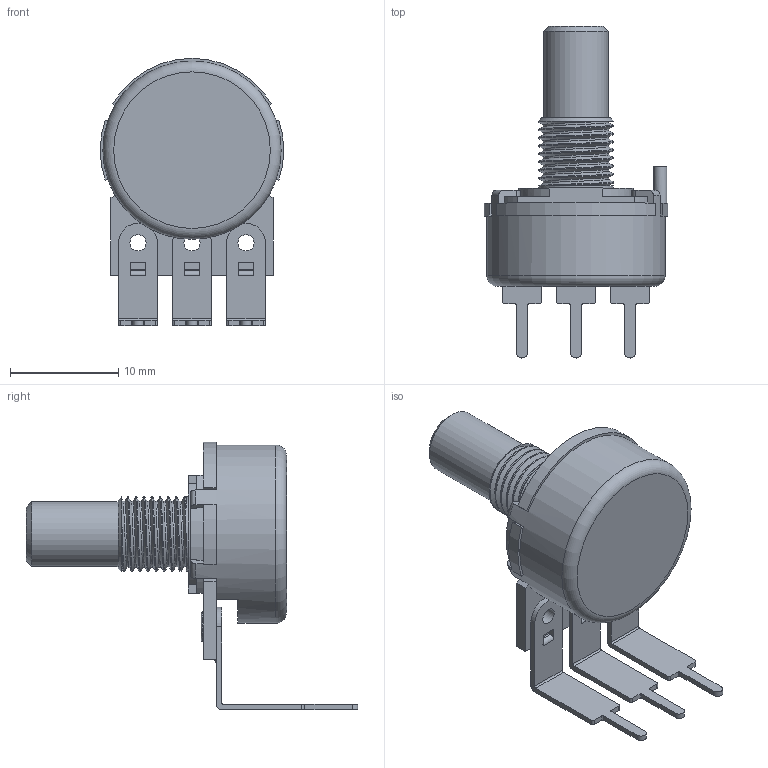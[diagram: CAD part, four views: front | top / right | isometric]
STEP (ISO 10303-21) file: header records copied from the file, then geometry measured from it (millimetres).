
FILE_DESCRIPTION(/* description */ ('Unknown'),/* implementation_level */ '2;1');
FILE_NAME(/* name */ '5263',/* time_stamp */ '2025-01-13T11:58:08+02:00',/* author */ ('Unknown'),/* organization */ ('Unknown'),/* preprocessor_version */ 'ST-DEVELOPER v19.4',/* originating_system */ 'Solid Edge',/* authorisation */ 'Unknown');
FILE_SCHEMA (('AUTOMOTIVE_DESIGN {1 0 10303 214 3 1 1}'));
Length unit declared in the file: millimetre
Products named in the file (1): 5263
Bounding box: 17 x 30.7 x 24.75 mm (x, y, z)
Volume: 2428.2 mm3; surface area: 1889.1 mm2
Topology: 1 solids, 1 shells, 224 faces, 629 edges, 409 vertices
Faces by surface type: plane 138, cylinder 74, torus 8, cone 2, bspline 2
Full cylindrical faces by diameter (mm): 1.5 x3, 2.75 x3, 6 x1, 6.898 x8, 16.5 x1
Entity records: 10338 total; most frequent: CARTESIAN_POINT 3188, DIRECTION 1178, ORIENTED_EDGE 1170, EDGE_CURVE 585, LINE 398, VECTOR 398, AXIS2_PLACEMENT_3D 390, VERTEX_POINT 388
